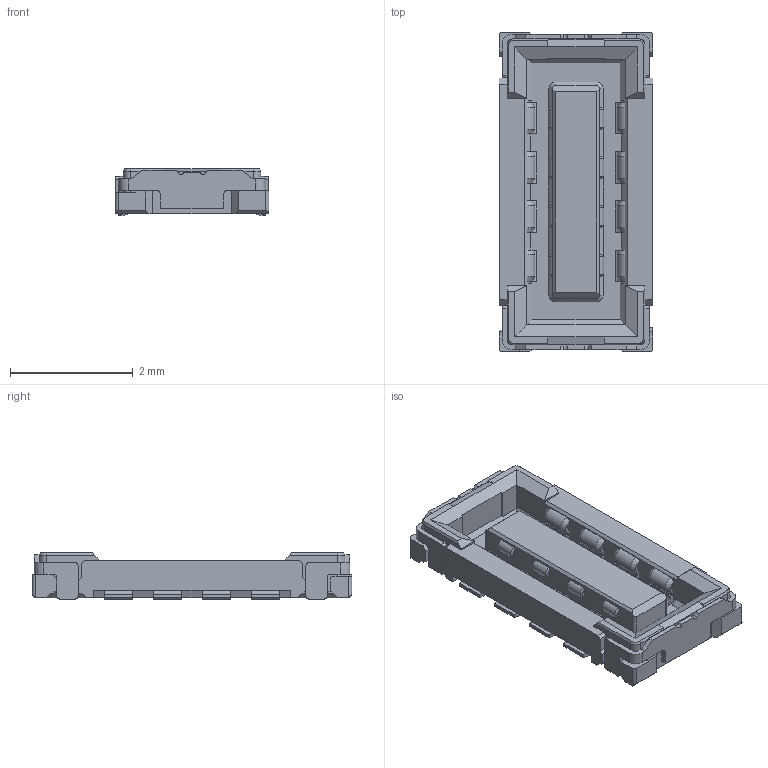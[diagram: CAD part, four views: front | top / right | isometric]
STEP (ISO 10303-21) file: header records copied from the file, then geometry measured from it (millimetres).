
FILE_DESCRIPTION((''),'2;1');
FILE_NAME('2074190081','2020-01-30T',('gga'),(''),'PRO/ENGINEER BY PARAMETRIC TECHNOLOGY CORPORATION, 2016010','PRO/ENGINEER BY PARAMETRIC TECHNOLOGY CORPORATION, 2016010','');
FILE_SCHEMA(('CONFIG_CONTROL_DESIGN'));
Length unit declared in the file: millimetre
Products named in the file (1): 2074190081
Bounding box: 2.5 x 5.2 x 0.75 mm (x, y, z)
Volume: 5.7 mm3; surface area: 52 mm2
Topology: 1 solids, 1 shells, 717 faces, 2137 edges, 1401 vertices
Faces by surface type: plane 529, cylinder 144, cone 44
Entity records: 24051 total; most frequent: CARTESIAN_POINT 4777, ORIENTED_EDGE 4178, DIRECTION 3701, EDGE_CURVE 2089, VECTOR 1713, LINE 1713, VERTEX_POINT 1353, AXIS2_PLACEMENT_3D 994
